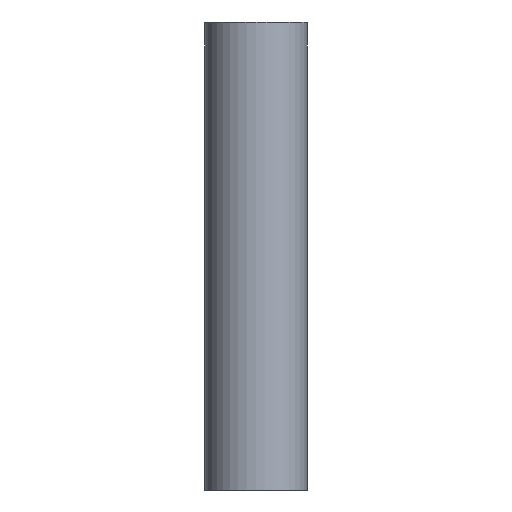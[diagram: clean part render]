
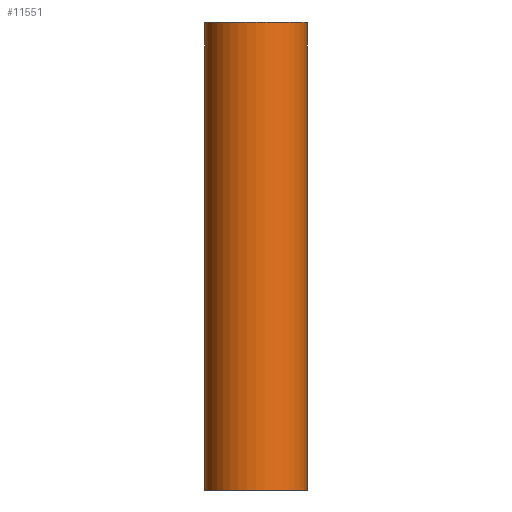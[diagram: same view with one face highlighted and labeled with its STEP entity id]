
A CAD part, front view. The second image highlights one B-rep face of the part: STEP entity #11551.
In plain terms, the highlighted cylindrical face has radius 11.5 mm (diameter 23 mm), a partial arc.
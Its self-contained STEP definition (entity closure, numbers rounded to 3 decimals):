
#8769 = VECTOR ( 'NONE', #8787, 1000. ) ;
#8776 = LINE ( 'NONE', #8788, #8769 ) ;
#8787 = DIRECTION ( 'NONE',  ( 0., 0., 1. ) ) ;
#8788 = CARTESIAN_POINT ( 'NONE',  ( -11.5, 0., -105. ) ) ;
#8816 = CARTESIAN_POINT ( 'NONE',  ( -11.5, 0., -105. ) ) ;
#8867 = CARTESIAN_POINT ( 'NONE',  ( -11.5, 0., 0. ) ) ;
#8923 = CARTESIAN_POINT ( 'NONE',  ( 11.5, 0., -105. ) ) ;
#8946 = AXIS2_PLACEMENT_3D ( 'NONE', #8981, #8972, #8971 ) ;
#8971 = DIRECTION ( 'NONE',  ( 1., 0., 0. ) ) ;
#8972 = DIRECTION ( 'NONE',  ( 0., 0., 1. ) ) ;
#8981 = CARTESIAN_POINT ( 'NONE',  ( 0., 0., -105. ) ) ;
#8987 = CIRCLE ( 'NONE', #8946, 11.5 ) ;
#11486 = EDGE_CURVE ( 'NONE', #11499, #11527, #8776, .T. ) ;
#11499 = VERTEX_POINT ( 'NONE', #8816 ) ;
#11527 = VERTEX_POINT ( 'NONE', #8867 ) ;
#11531 = VERTEX_POINT ( 'NONE', #8923 ) ;
#11546 = EDGE_CURVE ( 'NONE', #11499, #11531, #8987, .T. ) ;
#11548 = ORIENTED_EDGE ( 'NONE', *, *, #11486, .F. ) ;
#11551 = ADVANCED_FACE ( 'NONE', ( #11920 ), #11954, .T. ) ;
#11555 = EDGE_LOOP ( 'NONE', ( #11548, #11574, #11570, #11608 ) ) ;
#11570 = ORIENTED_EDGE ( 'NONE', *, *, #11619, .T. ) ;
#11574 = ORIENTED_EDGE ( 'NONE', *, *, #11546, .T. ) ;
#11592 = VERTEX_POINT ( 'NONE', #12088 ) ;
#11608 = ORIENTED_EDGE ( 'NONE', *, *, #11609, .F. ) ;
#11609 = EDGE_CURVE ( 'NONE', #11527, #11592, #23699, .T. ) ;
#11619 = EDGE_CURVE ( 'NONE', #11531, #11592, #12163, .T. ) ;
#11920 = FACE_OUTER_BOUND ( 'NONE', #11555, .T. ) ;
#11950 = DIRECTION ( 'NONE',  ( 1., 0., 0. ) ) ;
#11951 = DIRECTION ( 'NONE',  ( 0., 0., 1. ) ) ;
#11952 = CARTESIAN_POINT ( 'NONE',  ( 0., 0., -105. ) ) ;
#11954 = CYLINDRICAL_SURFACE ( 'NONE', #11958, 11.5 ) ;
#11958 = AXIS2_PLACEMENT_3D ( 'NONE', #11952, #11951, #11950 ) ;
#12088 = CARTESIAN_POINT ( 'NONE',  ( 11.5, 0., 0. ) ) ;
#12160 = DIRECTION ( 'NONE',  ( 0., 0., 1. ) ) ;
#12161 = VECTOR ( 'NONE', #12160, 1000. ) ;
#12162 = CARTESIAN_POINT ( 'NONE',  ( 11.5, 0., -105. ) ) ;
#12163 = LINE ( 'NONE', #12162, #12161 ) ;
#23505 = DIRECTION ( 'NONE',  ( 1., 0., 0. ) ) ;
#23550 = AXIS2_PLACEMENT_3D ( 'NONE', #23703, #23702, #23505 ) ;
#23699 = CIRCLE ( 'NONE', #23550, 11.5 ) ;
#23702 = DIRECTION ( 'NONE',  ( 0., 0., 1. ) ) ;
#23703 = CARTESIAN_POINT ( 'NONE',  ( 0., 0., 0. ) ) ;
